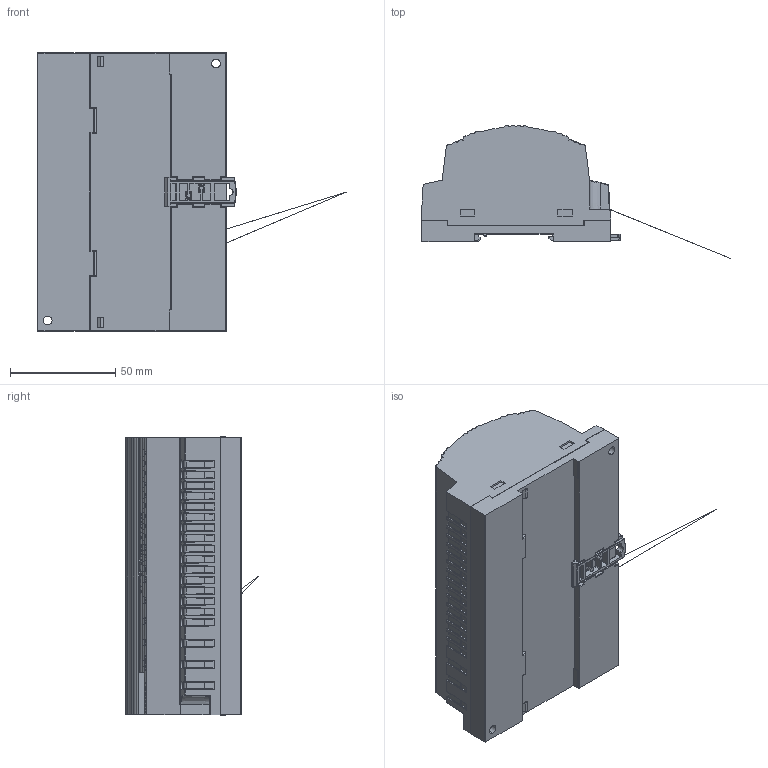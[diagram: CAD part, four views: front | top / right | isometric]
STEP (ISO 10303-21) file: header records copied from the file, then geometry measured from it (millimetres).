
FILE_DESCRIPTION (( 'STEP AP214' ), '1' );
FILE_NAME ('NEED MAX 16-4 bez wyœwietlacza.STEP', '2014-09-09T08:07:56', ( '' ), ( '' ), 'SwSTEP 2.0', 'SolidWorks 2012', '' );
FILE_SCHEMA (( 'AUTOMOTIVE_DESIGN' ));
Length unit declared in the file: millimetre
Products named in the file (3): Zaczep na szynê DIN; NEED MAX 16-4 bez wyœwietlacza_Nadruki; NEED MAX 16-4 bez wyœwietlacza
Assembly tree (2 placements, depth 2):
  NEED MAX 16-4 bez wyœwietlacza
    NEED MAX 16-4 bez wyœwietlacza_Nadruki
    Zaczep na szynê DIN
Bounding box: 147.11 x 62.98 x 132.04 mm (x, y, z)
Volume: 513004.8 mm3; surface area: 54250.3 mm2
Topology: 2 solids, 5 shells, 3346 faces, 8871 edges, 5748 vertices
Faces by surface type: plane 1601, bspline 910, cylinder 706, sphere 104, torus 15, cone 10
Entity records: 163033 total; most frequent: CARTESIAN_POINT 66304, ORIENTED_EDGE 17714, DIRECTION 11577, EDGE_CURVE 8857, VERTEX_POINT 5745, VECTOR 5097, LINE 5097, EDGE_LOOP 3648
